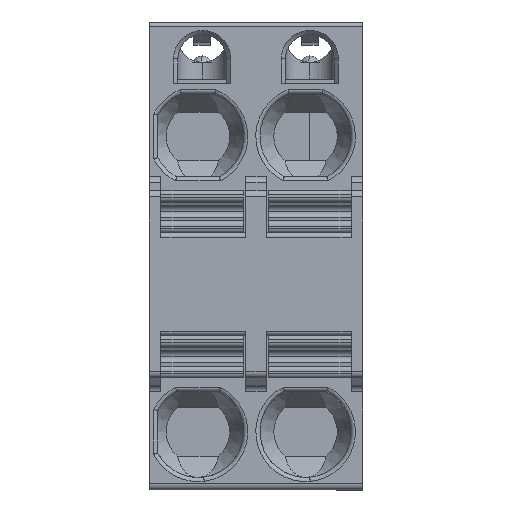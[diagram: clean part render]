
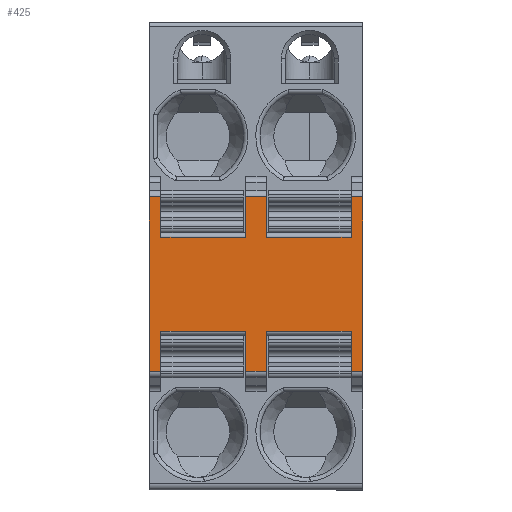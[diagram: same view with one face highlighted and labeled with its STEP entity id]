
A CAD part, front view. The second image highlights one B-rep face of the part: STEP entity #425.
In plain terms, the highlighted planar face has unit normal (0, -1, 0).
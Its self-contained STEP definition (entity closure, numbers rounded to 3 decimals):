
#425=ADVANCED_FACE('',(#1734),#1735,.F.);
#1734=FACE_OUTER_BOUND('',#3783,.T.);
#1735=PLANE('',#3784);
#3783=EDGE_LOOP('',(#8526,#8527,#8528,#8529,#8530,#8531,#8532,#8533,#8534,#8535,#8536,#8537,#8538,#8539,#8540,#8541,#8542,#8543,#8544,#8545));
#3784=AXIS2_PLACEMENT_3D('',#8546,#8547,#8548);
#8526=ORIENTED_EDGE('',*,*,#15437,.T.);
#8527=ORIENTED_EDGE('',*,*,#15360,.T.);
#8528=ORIENTED_EDGE('',*,*,#15216,.T.);
#8529=ORIENTED_EDGE('',*,*,#15304,.F.);
#8530=ORIENTED_EDGE('',*,*,#15357,.T.);
#8531=ORIENTED_EDGE('',*,*,#15103,.F.);
#8532=ORIENTED_EDGE('',*,*,#15018,.T.);
#8533=ORIENTED_EDGE('',*,*,#15136,.T.);
#8534=ORIENTED_EDGE('',*,*,#15123,.T.);
#8535=ORIENTED_EDGE('',*,*,#15074,.F.);
#8536=ORIENTED_EDGE('',*,*,#15397,.T.);
#8537=ORIENTED_EDGE('',*,*,#15338,.F.);
#8538=ORIENTED_EDGE('',*,*,#15281,.T.);
#8539=ORIENTED_EDGE('',*,*,#15297,.T.);
#8540=ORIENTED_EDGE('',*,*,#15438,.T.);
#8541=ORIENTED_EDGE('',*,*,#15439,.T.);
#8542=ORIENTED_EDGE('',*,*,#15440,.T.);
#8543=ORIENTED_EDGE('',*,*,#15441,.F.);
#8544=ORIENTED_EDGE('',*,*,#15435,.T.);
#8545=ORIENTED_EDGE('',*,*,#15442,.T.);
#8546=CARTESIAN_POINT('',(0.038,-1.5,5.095));
#8547=DIRECTION('',(0.,1.0,0.));
#8548=DIRECTION('',(0.0,0.,-1.0));
#15018=EDGE_CURVE('',#18222,#18220,#18223,.T.);
#15074=EDGE_CURVE('',#18319,#18321,#18322,.T.);
#15103=EDGE_CURVE('',#18222,#18366,#18367,.T.);
#15123=EDGE_CURVE('',#18400,#18321,#18401,.T.);
#15136=EDGE_CURVE('',#18220,#18400,#18421,.T.);
#15216=EDGE_CURVE('',#18544,#18542,#18545,.T.);
#15281=EDGE_CURVE('',#18641,#18639,#18642,.T.);
#15297=EDGE_CURVE('',#18639,#18664,#18666,.T.);
#15304=EDGE_CURVE('',#18672,#18542,#18674,.T.);
#15338=EDGE_CURVE('',#18641,#18725,#18726,.T.);
#15357=EDGE_CURVE('',#18672,#18366,#18756,.T.);
#15360=EDGE_CURVE('',#18760,#18544,#18761,.T.);
#15397=EDGE_CURVE('',#18319,#18725,#18815,.T.);
#15435=EDGE_CURVE('',#18872,#18870,#18873,.T.);
#15437=EDGE_CURVE('',#18875,#18760,#18876,.T.);
#15438=EDGE_CURVE('',#18664,#18877,#18878,.T.);
#15439=EDGE_CURVE('',#18877,#18879,#18880,.T.);
#15440=EDGE_CURVE('',#18879,#18881,#18882,.T.);
#15441=EDGE_CURVE('',#18872,#18881,#18883,.T.);
#15442=EDGE_CURVE('',#18870,#18875,#18884,.T.);
#18220=VERTEX_POINT('',#24376);
#18222=VERTEX_POINT('',#24378);
#18223=LINE('',#24379,#24380);
#18319=VERTEX_POINT('',#24529);
#18321=VERTEX_POINT('',#24531);
#18322=LINE('',#24532,#24533);
#18366=VERTEX_POINT('',#24809);
#18367=LINE('',#24810,#24811);
#18400=VERTEX_POINT('',#24862);
#18401=LINE('',#24863,#24864);
#18421=LINE('',#24893,#24894);
#18542=VERTEX_POINT('',#25123);
#18544=VERTEX_POINT('',#25125);
#18545=LINE('',#25126,#25127);
#18639=VERTEX_POINT('',#25375);
#18641=VERTEX_POINT('',#25377);
#18642=LINE('',#25378,#25379);
#18664=VERTEX_POINT('',#25413);
#18666=LINE('',#25415,#25416);
#18672=VERTEX_POINT('',#25428);
#18674=LINE('',#25430,#25431);
#18725=VERTEX_POINT('',#25624);
#18726=LINE('',#25625,#25626);
#18756=LINE('',#25730,#25731);
#18760=VERTEX_POINT('',#25736);
#18761=LINE('',#25737,#25738);
#18815=LINE('',#25926,#25927);
#18870=VERTEX_POINT('',#26009);
#18872=VERTEX_POINT('',#26011);
#18873=LINE('',#26012,#26013);
#18875=VERTEX_POINT('',#26015);
#18876=LINE('',#26016,#26017);
#18877=VERTEX_POINT('',#26018);
#18878=LINE('',#26019,#26020);
#18879=VERTEX_POINT('',#26021);
#18880=LINE('',#26022,#26023);
#18881=VERTEX_POINT('',#26024);
#18882=LINE('',#26025,#26026);
#18883=LINE('',#26027,#26028);
#18884=LINE('',#26029,#26030);
#24376=CARTESIAN_POINT('',(10.16,-1.5,5.301));
#24378=CARTESIAN_POINT('',(9.62,-1.5,5.301));
#24379=CARTESIAN_POINT('',(9.62,-1.5,5.301));
#24380=VECTOR('',#32969,1.0);
#24529=CARTESIAN_POINT('',(9.62,-1.5,11.645));
#24531=CARTESIAN_POINT('',(9.62,-1.5,13.539));
#24532=CARTESIAN_POINT('',(9.62,-1.5,11.645));
#24533=VECTOR('',#33035,1.0);
#24809=CARTESIAN_POINT('',(9.62,-1.5,7.195));
#24810=CARTESIAN_POINT('',(9.62,-1.5,5.301));
#24811=VECTOR('',#33070,1.0);
#24862=CARTESIAN_POINT('',(10.16,-1.5,13.539));
#24863=CARTESIAN_POINT('',(10.16,-1.5,13.539));
#24864=VECTOR('',#33092,1.0);
#24893=CARTESIAN_POINT('',(10.16,-1.5,5.301));
#24894=VECTOR('',#33111,1.0);
#25123=CARTESIAN_POINT('',(5.62,-1.5,5.301));
#25125=CARTESIAN_POINT('',(4.64,-1.5,5.301));
#25126=CARTESIAN_POINT('',(4.64,-1.5,5.301));
#25127=VECTOR('',#33229,1.0);
#25375=CARTESIAN_POINT('',(4.64,-1.5,13.539));
#25377=CARTESIAN_POINT('',(5.62,-1.5,13.539));
#25378=CARTESIAN_POINT('',(5.62,-1.5,13.539));
#25379=VECTOR('',#33312,1.0);
#25413=CARTESIAN_POINT('',(4.64,-1.5,11.645));
#25415=CARTESIAN_POINT('',(4.64,-1.5,13.539));
#25416=VECTOR('',#33334,1.0);
#25428=CARTESIAN_POINT('',(5.62,-1.5,7.195));
#25430=CARTESIAN_POINT('',(5.62,-1.5,7.195));
#25431=VECTOR('',#33344,1.0);
#25624=CARTESIAN_POINT('',(5.62,-1.5,11.645));
#25625=CARTESIAN_POINT('',(5.62,-1.5,13.539));
#25626=VECTOR('',#33382,1.0);
#25730=CARTESIAN_POINT('',(5.62,-1.5,7.195));
#25731=VECTOR('',#33403,1.0);
#25736=CARTESIAN_POINT('',(4.64,-1.5,7.195));
#25737=CARTESIAN_POINT('',(4.64,-1.5,7.195));
#25738=VECTOR('',#33408,1.0);
#25926=CARTESIAN_POINT('',(9.62,-1.5,11.645));
#25927=VECTOR('',#33456,1.0);
#26009=CARTESIAN_POINT('',(0.64,-1.5,5.301));
#26011=CARTESIAN_POINT('',(0.1,-1.5,5.301));
#26012=CARTESIAN_POINT('',(0.1,-1.5,5.301));
#26013=VECTOR('',#33514,1.0);
#26015=CARTESIAN_POINT('',(0.64,-1.5,7.195));
#26016=CARTESIAN_POINT('',(0.64,-1.5,7.195));
#26017=VECTOR('',#33518,1.0);
#26018=CARTESIAN_POINT('',(0.64,-1.5,11.645));
#26019=CARTESIAN_POINT('',(4.64,-1.5,11.645));
#26020=VECTOR('',#33519,1.0);
#26021=CARTESIAN_POINT('',(0.64,-1.5,13.539));
#26022=CARTESIAN_POINT('',(0.64,-1.5,11.645));
#26023=VECTOR('',#33520,1.0);
#26024=CARTESIAN_POINT('',(0.1,-1.5,13.539));
#26025=CARTESIAN_POINT('',(0.64,-1.5,13.539));
#26026=VECTOR('',#33521,1.0);
#26027=CARTESIAN_POINT('',(0.1,-1.5,5.301));
#26028=VECTOR('',#33522,1.0);
#26029=CARTESIAN_POINT('',(0.64,-1.5,5.301));
#26030=VECTOR('',#33523,1.0);
#32969=DIRECTION('',(1.0,0.,0.));
#33035=DIRECTION('',(0.,0.,1.0));
#33070=DIRECTION('',(0.,0.,1.0));
#33092=DIRECTION('',(-1.0,0.,0.));
#33111=DIRECTION('',(0.,0.,1.0));
#33229=DIRECTION('',(1.0,0.,0.));
#33312=DIRECTION('',(-1.0,0.,0.));
#33334=DIRECTION('',(0.,0.,-1.0));
#33344=DIRECTION('',(0.,0.,-1.0));
#33382=DIRECTION('',(0.,0.,-1.0));
#33403=DIRECTION('',(1.0,0.,0.));
#33408=DIRECTION('',(0.,0.,-1.0));
#33456=DIRECTION('',(-1.0,0.,0.));
#33514=DIRECTION('',(1.0,0.,0.));
#33518=DIRECTION('',(1.0,0.,0.));
#33519=DIRECTION('',(-1.0,0.,0.));
#33520=DIRECTION('',(0.,0.,1.0));
#33521=DIRECTION('',(-1.0,0.,0.));
#33522=DIRECTION('',(0.,0.,1.0));
#33523=DIRECTION('',(0.,0.,1.0));
